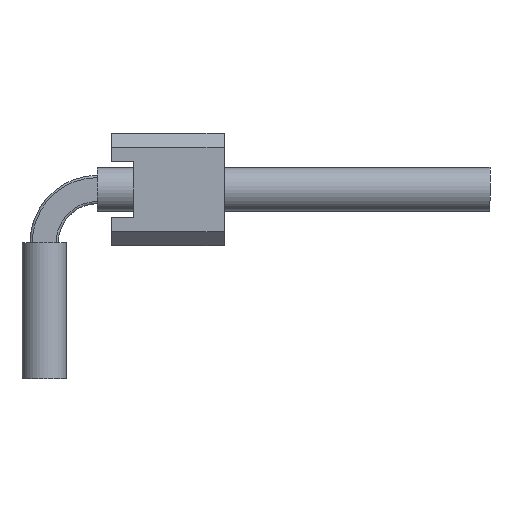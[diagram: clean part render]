
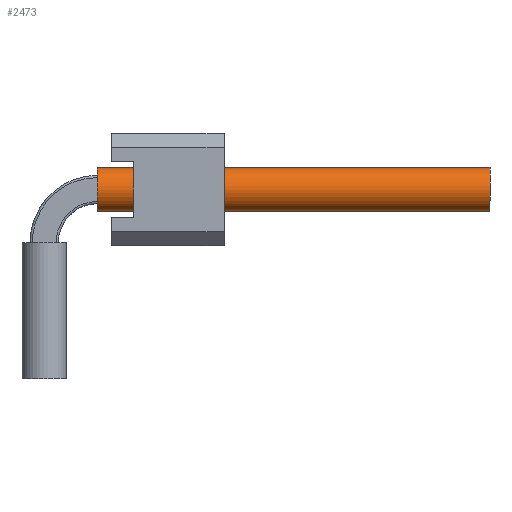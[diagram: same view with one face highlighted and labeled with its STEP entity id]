
A CAD part, left-side view. The second image highlights one B-rep face of the part: STEP entity #2473.
In plain terms, the highlighted cylindrical face has radius 0.5 mm (diameter 1 mm), a full revolution.
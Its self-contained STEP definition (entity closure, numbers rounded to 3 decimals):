
#1386=ORIENTED_EDGE('',*,*,#1736,.F.);
#1387=ORIENTED_EDGE('',*,*,#1737,.T.);
#1736=EDGE_CURVE('',#1968,#1968,#2036,.T.);
#1737=EDGE_CURVE('',#1969,#1969,#2037,.T.);
#1968=VERTEX_POINT('',#4134);
#1969=VERTEX_POINT('',#4136);
#2036=CIRCLE('',#2723,0.5);
#2037=CIRCLE('',#2724,0.5);
#2174=EDGE_LOOP('',(#1386));
#2175=EDGE_LOOP('',(#1387));
#2312=FACE_BOUND('',#2174,.T.);
#2313=FACE_BOUND('',#2175,.T.);
#2349=CYLINDRICAL_SURFACE('',#2722,0.5);
#2473=ADVANCED_FACE('',(#2312,#2313),#2349,.F.);
#2722=AXIS2_PLACEMENT_3D('',#4132,#3411,#3412);
#2723=AXIS2_PLACEMENT_3D('',#4133,#3413,#3414);
#2724=AXIS2_PLACEMENT_3D('',#4135,#3415,#3416);
#3411=DIRECTION('',(1.,0.,0.));
#3412=DIRECTION('',(0.,0.,-1.));
#3413=DIRECTION('',(-1.,0.,0.));
#3414=DIRECTION('',(0.,0.,1.));
#3415=DIRECTION('',(-1.,0.,0.));
#3416=DIRECTION('',(0.,0.,1.));
#4132=CARTESIAN_POINT('',(1.2,0.,4.27));
#4133=CARTESIAN_POINT('',(10.06,0.,4.27));
#4134=CARTESIAN_POINT('',(10.06,0.,4.77));
#4135=CARTESIAN_POINT('',(1.2,0.,4.27));
#4136=CARTESIAN_POINT('',(1.2,0.,4.77));
